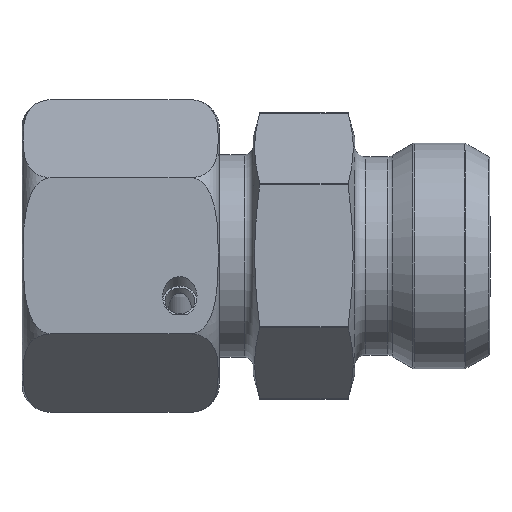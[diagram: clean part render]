
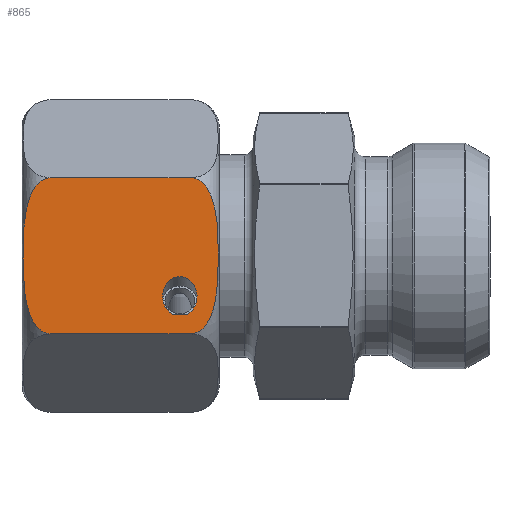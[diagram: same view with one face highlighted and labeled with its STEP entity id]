
A CAD part, top view. The second image highlights one B-rep face of the part: STEP entity #865.
In plain terms, the highlighted face is planar.
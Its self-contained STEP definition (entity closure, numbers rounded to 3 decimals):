
#544=ELLIPSE('',#5425,1.758,1.523);
#693=FACE_BOUND('',#1651,.T.);
#694=FACE_BOUND('',#1652,.T.);
#865=ADVANCED_FACE('',(#693,#694),#1100,.F.);
#1100=PLANE('',#5426);
#1651=EDGE_LOOP('',(#2710,#2711));
#1652=EDGE_LOOP('',(#2712,#2713,#2714,#2715));
#1893=LINE('',#8120,#2104);
#1901=LINE('',#8142,#2112);
#1902=LINE('',#8275,#2113);
#2104=VECTOR('',#5855,1.);
#2112=VECTOR('',#5877,1.);
#2113=VECTOR('',#5918,1.);
#2710=ORIENTED_EDGE('',*,*,#4486,.T.);
#2711=ORIENTED_EDGE('',*,*,#4487,.T.);
#2712=ORIENTED_EDGE('',*,*,#4467,.T.);
#2713=ORIENTED_EDGE('',*,*,#4441,.T.);
#2714=ORIENTED_EDGE('',*,*,#4456,.T.);
#2715=ORIENTED_EDGE('',*,*,#4474,.T.);
#3949=VERTEX_POINT('',#8024);
#3950=VERTEX_POINT('',#8039);
#3962=VERTEX_POINT('',#8119);
#3970=VERTEX_POINT('',#8143);
#3982=VERTEX_POINT('',#8276);
#3983=VERTEX_POINT('',#8277);
#4441=EDGE_CURVE('',#3950,#3949,#5082,.T.);
#4456=EDGE_CURVE('',#3949,#3962,#1893,.T.);
#4467=EDGE_CURVE('',#3970,#3950,#1901,.T.);
#4474=EDGE_CURVE('',#3962,#3970,#5092,.T.);
#4486=EDGE_CURVE('',#3982,#3983,#1902,.T.);
#4487=EDGE_CURVE('',#3983,#3982,#544,.T.);
#5082=B_SPLINE_CURVE_WITH_KNOTS('',3,(#8025,#8026,#8027,#8028,#8029,#8030,
#8031,#8032,#8033,#8034,#8035,#8036,#8037,#8038),.UNSPECIFIED.,.F.,.F.,
(4,2,2,2,2,2,4),(0.,0.125,0.25,0.5,0.75,0.875,1.),.UNSPECIFIED.);
#5092=B_SPLINE_CURVE_WITH_KNOTS('',3,(#8216,#8217,#8218,#8219,#8220,#8221,
#8222,#8223,#8224,#8225,#8226,#8227,#8228,#8229),.UNSPECIFIED.,.F.,.F.,
(4,2,2,2,2,2,4),(0.,0.125,0.25,0.5,0.75,0.875,1.),.UNSPECIFIED.);
#5425=AXIS2_PLACEMENT_3D('',#8278,#5919,#5920);
#5426=AXIS2_PLACEMENT_3D('',#8279,#5921,#5922);
#5855=DIRECTION('',(1.,0.,0.));
#5877=DIRECTION('',(-1.,0.,0.));
#5918=DIRECTION('',(-1.,0.,0.));
#5919=DIRECTION('',(0.,0.5,-0.866));
#5920=DIRECTION('',(0.,-0.866,-0.5));
#5921=DIRECTION('',(0.,0.5,-0.866));
#5922=DIRECTION('',(0.,0.866,0.5));
#8024=CARTESIAN_POINT('',(2.5,-11.985,6.937));
#8025=CARTESIAN_POINT('',(2.5,-0.015,13.848));
#8026=CARTESIAN_POINT('',(1.827,-0.015,13.848));
#8027=CARTESIAN_POINT('',(1.288,-0.49,13.573));
#8028=CARTESIAN_POINT('',(0.644,-1.489,12.997));
#8029=CARTESIAN_POINT('',(0.468,-2.052,12.672));
#8030=CARTESIAN_POINT('',(0.113,-3.724,11.706));
#8031=CARTESIAN_POINT('',(0.086,-4.869,11.045));
#8032=CARTESIAN_POINT('',(0.087,-7.146,9.731));
#8033=CARTESIAN_POINT('',(0.114,-8.295,9.067));
#8034=CARTESIAN_POINT('',(0.474,-9.969,8.101));
#8035=CARTESIAN_POINT('',(0.65,-10.526,7.779));
#8036=CARTESIAN_POINT('',(1.299,-11.522,7.204));
#8037=CARTESIAN_POINT('',(1.832,-11.985,6.937));
#8038=CARTESIAN_POINT('',(2.5,-11.985,6.937));
#8039=CARTESIAN_POINT('',(2.5,-0.015,13.848));
#8119=CARTESIAN_POINT('',(15.,-11.985,6.937));
#8120=CARTESIAN_POINT('',(0.,-11.985,6.937));
#8142=CARTESIAN_POINT('',(0.,-0.015,13.848));
#8143=CARTESIAN_POINT('',(15.,-0.015,13.848));
#8216=CARTESIAN_POINT('',(15.,-11.985,6.937));
#8217=CARTESIAN_POINT('',(15.673,-11.985,6.937));
#8218=CARTESIAN_POINT('',(16.212,-11.51,7.211));
#8219=CARTESIAN_POINT('',(16.856,-10.511,7.788));
#8220=CARTESIAN_POINT('',(17.032,-9.948,8.113));
#8221=CARTESIAN_POINT('',(17.387,-8.276,9.079));
#8222=CARTESIAN_POINT('',(17.414,-7.131,9.739));
#8223=CARTESIAN_POINT('',(17.413,-4.854,11.054));
#8224=CARTESIAN_POINT('',(17.386,-3.705,11.718));
#8225=CARTESIAN_POINT('',(17.026,-2.031,12.684));
#8226=CARTESIAN_POINT('',(16.85,-1.474,13.005));
#8227=CARTESIAN_POINT('',(16.201,-0.478,13.58));
#8228=CARTESIAN_POINT('',(15.668,-0.015,13.848));
#8229=CARTESIAN_POINT('',(15.,-0.015,13.848));
#8275=CARTESIAN_POINT('',(25.,-10.49,7.8));
#8276=CARTESIAN_POINT('',(14.669,-10.49,7.8));
#8277=CARTESIAN_POINT('',(13.331,-10.49,7.8));
#8278=CARTESIAN_POINT('',(14.,-9.123,8.59));
#8279=CARTESIAN_POINT('',(25.,0.,13.856));
